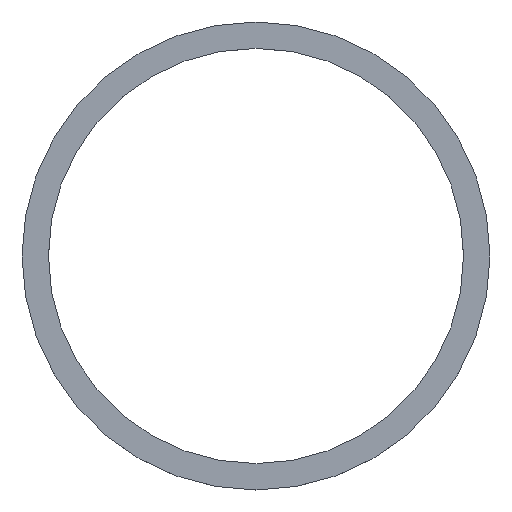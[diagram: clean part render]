
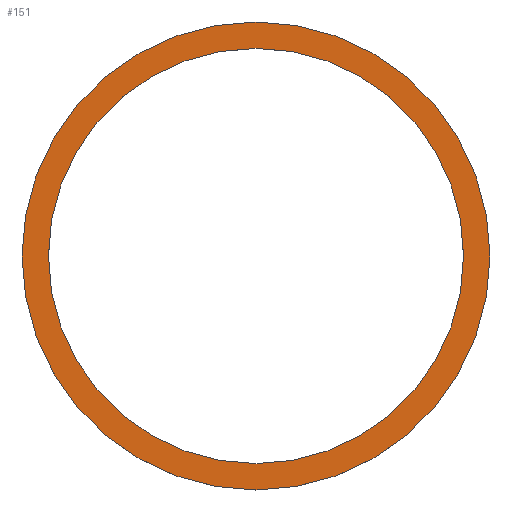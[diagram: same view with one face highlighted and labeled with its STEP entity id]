
A CAD part, top view. The second image highlights one B-rep face of the part: STEP entity #151.
In plain terms, the highlighted planar face has unit normal (0, 0, 1).
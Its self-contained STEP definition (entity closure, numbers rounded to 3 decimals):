
#35 = VERTEX_POINT('',#36);
#36 = CARTESIAN_POINT('',(31.,0.,1.6));
#43 = CYLINDRICAL_SURFACE('',#44,31.);
#44 = AXIS2_PLACEMENT_3D('',#45,#46,#47);
#45 = CARTESIAN_POINT('',(0.,-0.,0.));
#46 = DIRECTION('',(-0.,-0.,-1.));
#47 = DIRECTION('',(1.,0.,-0.));
#62 = EDGE_CURVE('',#35,#35,#63,.T.);
#63 = SURFACE_CURVE('',#64,(#69,#76),.PCURVE_S1.);
#64 = CIRCLE('',#65,31.);
#65 = AXIS2_PLACEMENT_3D('',#66,#67,#68);
#66 = CARTESIAN_POINT('',(0.,0.,1.6));
#67 = DIRECTION('',(0.,0.,1.));
#68 = DIRECTION('',(1.,0.,-0.));
#69 = PCURVE('',#43,#70);
#70 = DEFINITIONAL_REPRESENTATION('',(#71),#75);
#71 = LINE('',#72,#73);
#72 = CARTESIAN_POINT('',(-0.,-1.6));
#73 = VECTOR('',#74,1.);
#74 = DIRECTION('',(-1.,0.));
#75 = ( GEOMETRIC_REPRESENTATION_CONTEXT(2) 
PARAMETRIC_REPRESENTATION_CONTEXT() REPRESENTATION_CONTEXT('2D SPACE',''
  ) );
#76 = PCURVE('',#77,#82);
#77 = PLANE('',#78);
#78 = AXIS2_PLACEMENT_3D('',#79,#80,#81);
#79 = CARTESIAN_POINT('',(0.,0.,1.6));
#80 = DIRECTION('',(0.,0.,1.));
#81 = DIRECTION('',(1.,0.,-0.));
#82 = DEFINITIONAL_REPRESENTATION('',(#83),#87);
#83 = CIRCLE('',#84,31.);
#84 = AXIS2_PLACEMENT_2D('',#85,#86);
#85 = CARTESIAN_POINT('',(0.,0.));
#86 = DIRECTION('',(1.,0.));
#87 = ( GEOMETRIC_REPRESENTATION_CONTEXT(2) 
PARAMETRIC_REPRESENTATION_CONTEXT() REPRESENTATION_CONTEXT('2D SPACE',''
  ) );
#140 = CYLINDRICAL_SURFACE('',#141,27.5);
#141 = AXIS2_PLACEMENT_3D('',#142,#143,#144);
#142 = CARTESIAN_POINT('',(0.,-0.,0.));
#143 = DIRECTION('',(-0.,-0.,-1.));
#144 = DIRECTION('',(1.,0.,-0.));
#151 = ADVANCED_FACE('',(#152,#155),#77,.T.);
#152 = FACE_BOUND('',#153,.T.);
#153 = EDGE_LOOP('',(#154));
#154 = ORIENTED_EDGE('',*,*,#62,.T.);
#155 = FACE_BOUND('',#156,.T.);
#156 = EDGE_LOOP('',(#157));
#157 = ORIENTED_EDGE('',*,*,#158,.F.);
#158 = EDGE_CURVE('',#159,#159,#161,.T.);
#159 = VERTEX_POINT('',#160);
#160 = CARTESIAN_POINT('',(27.5,0.,1.6));
#161 = SURFACE_CURVE('',#162,(#167,#174),.PCURVE_S1.);
#162 = CIRCLE('',#163,27.5);
#163 = AXIS2_PLACEMENT_3D('',#164,#165,#166);
#164 = CARTESIAN_POINT('',(0.,0.,1.6));
#165 = DIRECTION('',(0.,0.,1.));
#166 = DIRECTION('',(1.,0.,-0.));
#167 = PCURVE('',#77,#168);
#168 = DEFINITIONAL_REPRESENTATION('',(#169),#173);
#169 = CIRCLE('',#170,27.5);
#170 = AXIS2_PLACEMENT_2D('',#171,#172);
#171 = CARTESIAN_POINT('',(0.,0.));
#172 = DIRECTION('',(1.,0.));
#173 = ( GEOMETRIC_REPRESENTATION_CONTEXT(2) 
PARAMETRIC_REPRESENTATION_CONTEXT() REPRESENTATION_CONTEXT('2D SPACE',''
  ) );
#174 = PCURVE('',#140,#175);
#175 = DEFINITIONAL_REPRESENTATION('',(#176),#180);
#176 = LINE('',#177,#178);
#177 = CARTESIAN_POINT('',(-0.,-1.6));
#178 = VECTOR('',#179,1.);
#179 = DIRECTION('',(-1.,0.));
#180 = ( GEOMETRIC_REPRESENTATION_CONTEXT(2) 
PARAMETRIC_REPRESENTATION_CONTEXT() REPRESENTATION_CONTEXT('2D SPACE',''
  ) );
